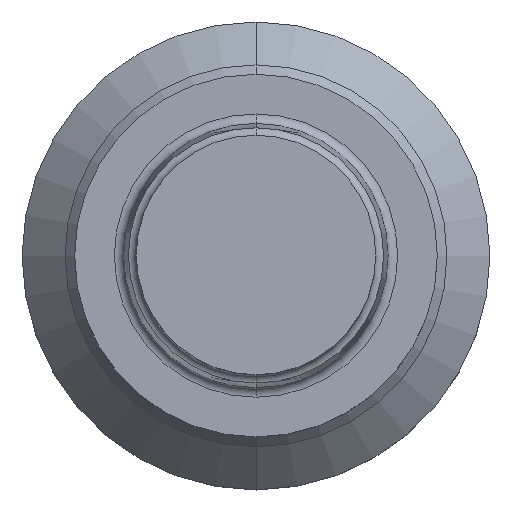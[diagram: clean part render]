
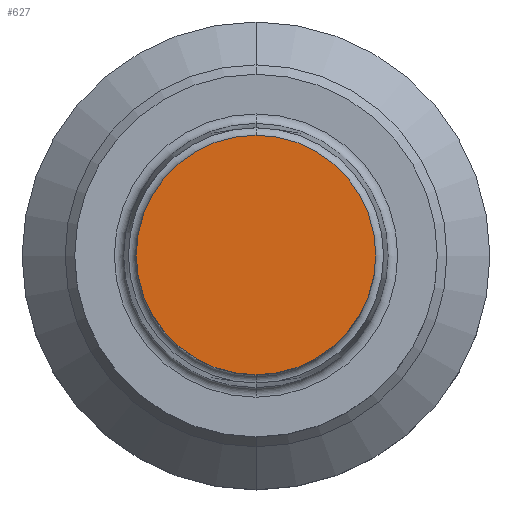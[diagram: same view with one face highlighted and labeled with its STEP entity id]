
A CAD part, top view. The second image highlights one B-rep face of the part: STEP entity #627.
In plain terms, the highlighted face is planar.
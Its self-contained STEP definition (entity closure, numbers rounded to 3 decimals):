
#368=CARTESIAN_POINT('',(0.,0.,-7.101));
#369=DIRECTION('',(0.,0.,-1.));
#370=DIRECTION('',(0.,1.,0.));
#371=AXIS2_PLACEMENT_3D('',#368,#369,#370);
#390=CARTESIAN_POINT('',(0.,0.,-7.101));
#391=DIRECTION('',(0.,0.,1.));
#392=DIRECTION('',(0.,1.,0.));
#393=AXIS2_PLACEMENT_3D('',#390,#391,#392);
#584=CARTESIAN_POINT('',(0.,2.51,-7.101));
#586=VERTEX_POINT('',#584);
#600=CARTESIAN_POINT('',(0.,-2.51,-7.101));
#602=VERTEX_POINT('',#600);
#616=CARTESIAN_POINT('',(0.,0.,-7.101));
#617=DIRECTION('',(0.,0.,-1.));
#618=DIRECTION('',(0.,-1.,0.));
#619=AXIS2_PLACEMENT_3D('',#616,#617,#618);
#620=PLANE('',#619);
#622=ORIENTED_EDGE('',*,*,#621,.F.);
#624=ORIENTED_EDGE('',*,*,#623,.T.);
#625=EDGE_LOOP('',(#622,#624));
#626=FACE_OUTER_BOUND('',#625,.F.);
#627=ADVANCED_FACE('',(#626),#620,.T.);
#372=CIRCLE('',#371,2.51);
#394=CIRCLE('',#393,2.51);
#621=EDGE_CURVE('',#586,#602,#372,.T.);
#623=EDGE_CURVE('',#586,#602,#394,.T.);
